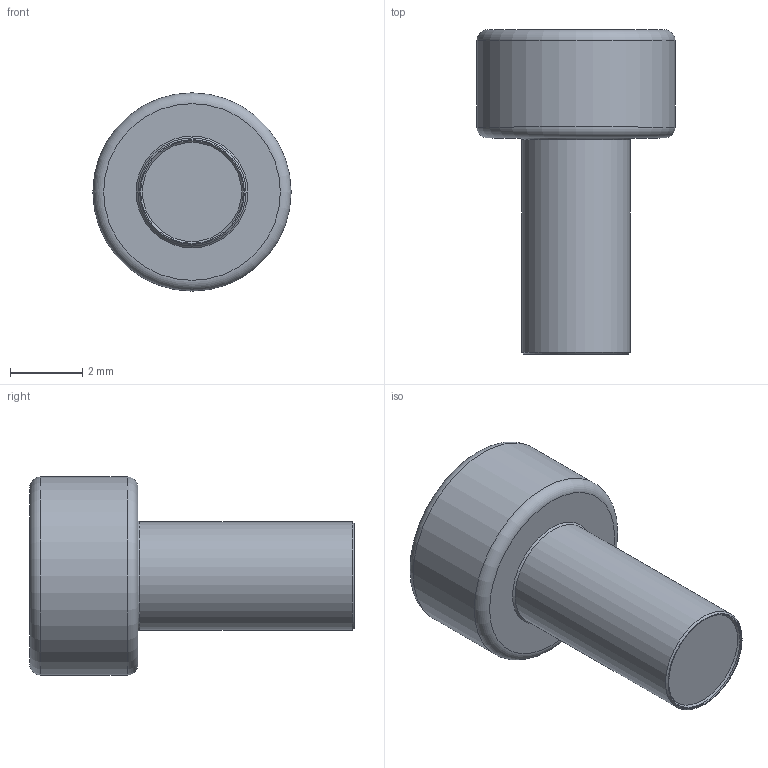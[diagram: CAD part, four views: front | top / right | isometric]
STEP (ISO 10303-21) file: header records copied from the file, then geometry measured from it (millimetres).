
FILE_DESCRIPTION(/* description */ (''),/* implementation_level */ '2;1');
FILE_NAME(/* name */ 'L Bolt M3 x 6 Stainless Steel.stp',/* time_stamp */ '2023-01-23T19:53:06+07:00',/* author */ ('thomp'),/* organization */ (''),/* preprocessor_version */ 'ST-DEVELOPER v18',/* originating_system */ 'Autodesk Inventor 2020',/* authorisation */ '');
FILE_SCHEMA (('AUTOMOTIVE_DESIGN { 1 0 10303 214 3 1 1 }'));
Length unit declared in the file: millimetre
Products named in the file (1): L Bolt M3 x 6 Stainless Steel
Bounding box: 5.5 x 9 x 5.5 mm (x, y, z)
Volume: 100.7 mm3; surface area: 169.1 mm2
Topology: 1 solids, 1 shells, 31 faces, 71 edges, 45 vertices
Faces by surface type: cylinder 15, plane 11, cone 3, torus 2
Full cylindrical faces by diameter (mm): 2.85 x1, 3 x1, 5.5 x1
Entity records: 925 total; most frequent: DIRECTION 170, CARTESIAN_POINT 148, ORIENTED_EDGE 142, EDGE_CURVE 71, AXIS2_PLACEMENT_3D 67, VERTEX_POINT 45, LINE 36, VECTOR 36
